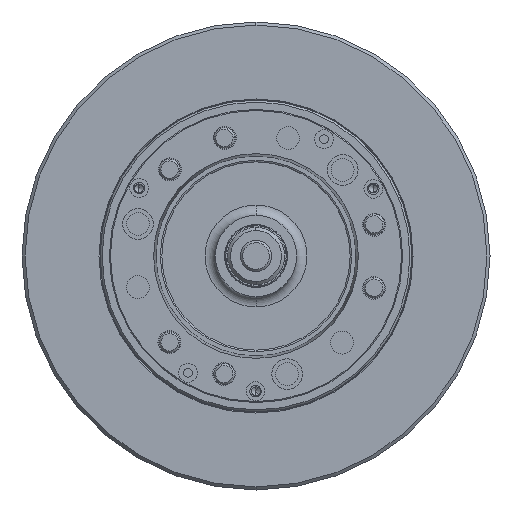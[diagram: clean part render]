
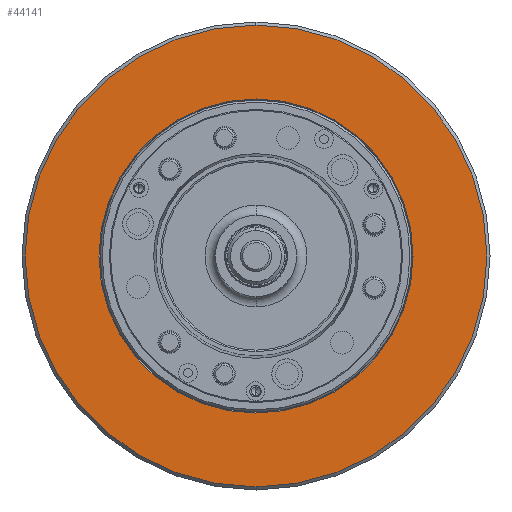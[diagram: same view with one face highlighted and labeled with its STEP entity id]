
A CAD part, left-side view. The second image highlights one B-rep face of the part: STEP entity #44141.
In plain terms, the highlighted planar face has unit normal (-1, 0, 0).
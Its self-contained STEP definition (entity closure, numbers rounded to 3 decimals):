
#2273 = FACE_BOUND ( 'NONE', #42416, .T. ) ;
#2973 = CIRCLE ( 'NONE', #36186, 151. ) ;
#3131 = DIRECTION ( 'NONE',  ( 0., 0., 1. ) ) ;
#3248 = CARTESIAN_POINT ( 'NONE',  ( -114., 0., -151. ) ) ;
#3344 = EDGE_CURVE ( 'NONE', #11892, #37330, #2973, .T. ) ;
#4169 = CARTESIAN_POINT ( 'NONE',  ( -114., 0., -222. ) ) ;
#4809 = AXIS2_PLACEMENT_3D ( 'NONE', #15831, #40982, #19429 ) ;
#5073 = DIRECTION ( 'NONE',  ( -1., 0., 0. ) ) ;
#6086 = EDGE_CURVE ( 'NONE', #14462, #12660, #21248, .T. ) ;
#8197 = ORIENTED_EDGE ( 'NONE', *, *, #28939, .T. ) ;
#9314 = DIRECTION ( 'NONE',  ( 0., 0., 1. ) ) ;
#9387 = PLANE ( 'NONE',  #10101 ) ;
#9426 = CIRCLE ( 'NONE', #9904, 222. ) ;
#9642 = ORIENTED_EDGE ( 'NONE', *, *, #6086, .T. ) ;
#9904 = AXIS2_PLACEMENT_3D ( 'NONE', #26622, #5073, #30230 ) ;
#10101 = AXIS2_PLACEMENT_3D ( 'NONE', #30909, #34551, #13007 ) ;
#11892 = VERTEX_POINT ( 'NONE', #25895 ) ;
#12660 = VERTEX_POINT ( 'NONE', #38675 ) ;
#13007 = DIRECTION ( 'NONE',  ( 0., 0., 1. ) ) ;
#14462 = VERTEX_POINT ( 'NONE', #4169 ) ;
#15831 = CARTESIAN_POINT ( 'NONE',  ( -114., 0., 0. ) ) ;
#18018 = CIRCLE ( 'NONE', #4809, 151. ) ;
#19429 = DIRECTION ( 'NONE',  ( 0., 0., 1. ) ) ;
#20934 = ORIENTED_EDGE ( 'NONE', *, *, #3344, .T. ) ;
#21248 = CIRCLE ( 'NONE', #24832, 222. ) ;
#22538 = FACE_OUTER_BOUND ( 'NONE', #35219, .T. ) ;
#24692 = DIRECTION ( 'NONE',  ( 1., 0., 0. ) ) ;
#24832 = AXIS2_PLACEMENT_3D ( 'NONE', #35534, #32908, #9314 ) ;
#25895 = CARTESIAN_POINT ( 'NONE',  ( -114., 0., 151. ) ) ;
#26622 = CARTESIAN_POINT ( 'NONE',  ( -114., 0., 0. ) ) ;
#28939 = EDGE_CURVE ( 'NONE', #12660, #14462, #9426, .T. ) ;
#30230 = DIRECTION ( 'NONE',  ( 0., 0., 1. ) ) ;
#30909 = CARTESIAN_POINT ( 'NONE',  ( -114., 225., 0. ) ) ;
#32908 = DIRECTION ( 'NONE',  ( -1., 0., 0. ) ) ;
#34551 = DIRECTION ( 'NONE',  ( -1., 0., 0. ) ) ;
#35219 = EDGE_LOOP ( 'NONE', ( #9642, #8197 ) ) ;
#35534 = CARTESIAN_POINT ( 'NONE',  ( -114., 0., 0. ) ) ;
#36052 = ORIENTED_EDGE ( 'NONE', *, *, #37671, .T. ) ;
#36186 = AXIS2_PLACEMENT_3D ( 'NONE', #46285, #24692, #3131 ) ;
#37330 = VERTEX_POINT ( 'NONE', #3248 ) ;
#37671 = EDGE_CURVE ( 'NONE', #37330, #11892, #18018, .T. ) ;
#38675 = CARTESIAN_POINT ( 'NONE',  ( -114., 0., 222. ) ) ;
#40982 = DIRECTION ( 'NONE',  ( 1., 0., 0. ) ) ;
#42416 = EDGE_LOOP ( 'NONE', ( #20934, #36052 ) ) ;
#44141 = ADVANCED_FACE ( 'NONE', ( #2273, #22538 ), #9387, .T. ) ;
#46285 = CARTESIAN_POINT ( 'NONE',  ( -114., 0., 0. ) ) ;
